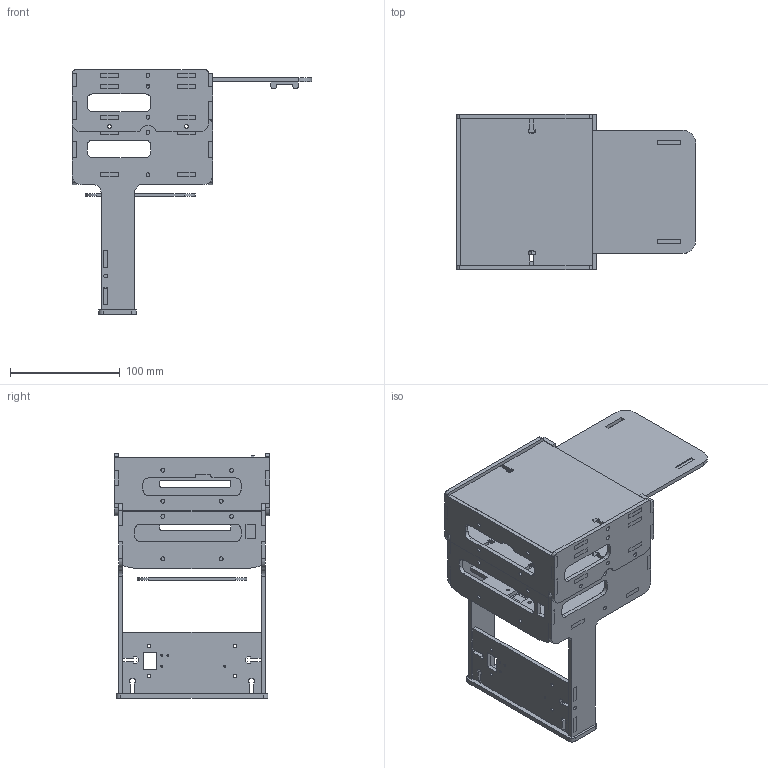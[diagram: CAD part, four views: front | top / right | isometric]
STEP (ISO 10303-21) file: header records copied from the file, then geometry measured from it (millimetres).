
FILE_DESCRIPTION((''),'2;1');
FILE_NAME('12_ASM','2015-07-16T',('zefeng'),(''),'PRO/ENGINEER BY PARAMETRIC TECHNOLOGY CORPORATION, 2010280','PRO/ENGINEER BY PARAMETRIC TECHNOLOGY CORPORATION, 2010280','');
FILE_SCHEMA(('CONFIG_CONTROL_DESIGN'));
Length unit declared in the file: millimetre
Products named in the file (42): 12_SLDASM-PART-14; 12_SLDASM-PART-31; 12_SLDASM-PART-5; 12_SLDASM-PART-22; 12_SLDASM-PART-39; 12_SLDASM-PART-13; 12_SLDASM-PART-30; 12_SLDASM-PART-6; 12_SLDASM-PART-21; 12_SLDASM-PART-38; 12_SLDASM-PART-12; 12_SLDASM-PART-29; 12_SLDASM-PART-7; 12_SLDASM-PART-20; 12_SLDASM-PART-37; 12_SLDASM-PART-11; 12_SLDASM-PART-28; 12_SLDASM-PART-8; 12_SLDASM-PART-19; 12_SLDASM-PART-36; 12_SLDASM-PART-27; 12_SLDASM-PART-9; 12_SLDASM-PART-18; 12_SLDASM-PART-35; 12_SLDASM-PART-2; 12_SLDASM-PART-26; 12_SLDASM-PART-10; 12_SLDASM-PART-17; 12_SLDASM-PART-34; 12_SLDASM-PART-1; 12_SLDASM-PART-25; 12_SLDASM-PART-16; 12_SLDASM-PART-33; 12_SLDASM-PART-3; 12_SLDASM-PART-24; 12_SLDASM-PART-15; 12_SLDASM-PART-32; 12_SLDASM-PART-4; 12_SLDASM-PART-23; ASM0002_ASM ...
Assembly tree (41 placements, depth 3):
  12_ASM
    ASM0002_ASM
      12_SLDASM-PART-14
      12_SLDASM-PART-31
      12_SLDASM-PART-5
      12_SLDASM-PART-22
      12_SLDASM-PART-39
      12_SLDASM-PART-13
      12_SLDASM-PART-30
      12_SLDASM-PART-6
      12_SLDASM-PART-21
      12_SLDASM-PART-38
      12_SLDASM-PART-12
      12_SLDASM-PART-29
      12_SLDASM-PART-7
      12_SLDASM-PART-20
      12_SLDASM-PART-37
      12_SLDASM-PART-11
      12_SLDASM-PART-28
      12_SLDASM-PART-8
      12_SLDASM-PART-19
      12_SLDASM-PART-36
      12_SLDASM-PART-27
      12_SLDASM-PART-9
      12_SLDASM-PART-18
      12_SLDASM-PART-35
      12_SLDASM-PART-2
      12_SLDASM-PART-26
      12_SLDASM-PART-10
      12_SLDASM-PART-17
      12_SLDASM-PART-34
      12_SLDASM-PART-1
      12_SLDASM-PART-25
      12_SLDASM-PART-16
      12_SLDASM-PART-33
      12_SLDASM-PART-3
      12_SLDASM-PART-24
      12_SLDASM-PART-15
      12_SLDASM-PART-32
      12_SLDASM-PART-4
      12_SLDASM-PART-23
    _12
Bounding box: 217.8 x 141.2 x 222.8 mm (x, y, z)
Volume: 618931.4 mm3; surface area: 386644.8 mm2
Topology: 39 solids, 39 shells, 1384 faces, 3920 edges, 2622 vertices
Faces by surface type: plane 1106, cylinder 278
Entity records: 46080 total; most frequent: CARTESIAN_POINT 8072, ORIENTED_EDGE 7840, DIRECTION 7511, EDGE_CURVE 3920, VECTOR 3329, LINE 3329, VERTEX_POINT 2622, AXIS2_PLACEMENT_3D 2091
